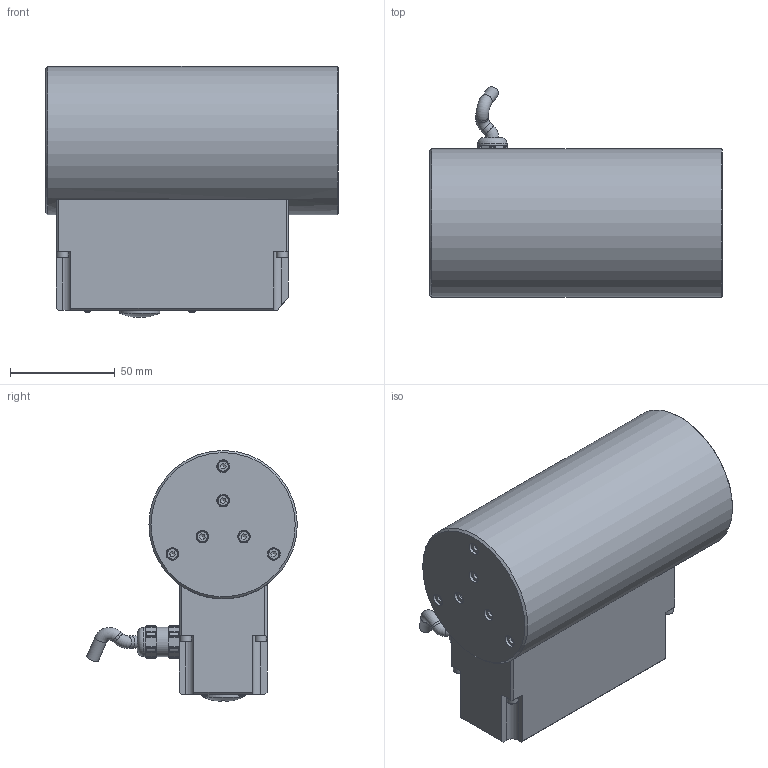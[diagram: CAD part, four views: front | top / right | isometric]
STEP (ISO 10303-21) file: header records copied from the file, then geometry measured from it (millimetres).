
FILE_DESCRIPTION(/* description */ ('>>BEZEICHNUNG<<'),/* implementation_level */ '2;1');
FILE_NAME(/* name */ 'vicolux_TZB60.stp',/* time_stamp */ '2015-04-14T09:48:44+02:00',/* author */ ('REGENSPURG'),/* organization */ ('Vision & Control'),/* preprocessor_version */ 'ST-DEVELOPER v15.2',/* originating_system */ 'Autodesk Inventor 2014',/* authorisation */ '');
FILE_SCHEMA (('AUTOMOTIVE_DESIGN { 1 0 10303 214 3 1 1 }'));
Length unit declared in the file: millimetre
Products named in the file (1): vicolux_TZB60
Bounding box: 140 x 100.78 x 120.08 mm (x, y, z)
Volume: 753498 mm3; surface area: 59370.4 mm2
Topology: 1 solids, 1 shells, 311 faces, 781 edges, 502 vertices
Faces by surface type: plane 171, cylinder 77, cone 47, torus 14, sphere 2
Full cylindrical faces by diameter (mm): 1.57 x1, 3 x5, 3.2 x1, 4.92 x2, 5 x1, 5.5 x10, 6 x9, 14 x2, 19 x1, 62 x1, 66.19 x1, 71 x1
Entity records: 9731 total; most frequent: CARTESIAN_POINT 2801, ORIENTED_EDGE 1368, DIRECTION 1256, EDGE_CURVE 684, VERTEX_POINT 476, AXIS2_PLACEMENT_3D 473, EDGE_LOOP 412, STYLED_ITEM 312
